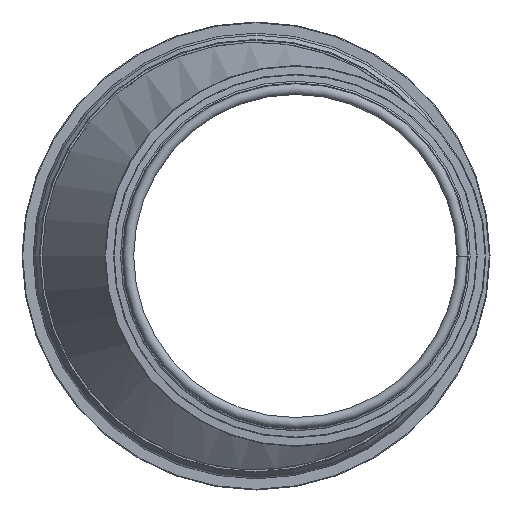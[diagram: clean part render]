
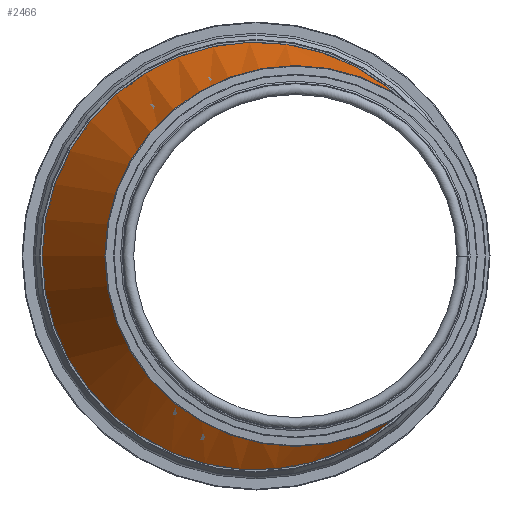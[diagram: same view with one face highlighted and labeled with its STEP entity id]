
A CAD part, left-side view. The second image highlights one B-rep face of the part: STEP entity #2466.
In plain terms, the highlighted free-form (B-spline) face has degree [1, 2] with [2, 9] control points.
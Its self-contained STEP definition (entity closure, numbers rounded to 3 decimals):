
#11=(
BOUNDED_SURFACE()
B_SPLINE_SURFACE(1,2,((#4358,#4359,#4360,#4361,#4362,#4363,#4364,#4365,
#4366),(#4367,#4368,#4369,#4370,#4371,#4372,#4373,#4374,#4375)),
 .UNSPECIFIED.,.F.,.T.,.F.)
B_SPLINE_SURFACE_WITH_KNOTS((2,2),(3,2,2,2,3),(-0.302,0.856),
(-3.142,-1.571,0.,1.571,3.142),
 .UNSPECIFIED.)
GEOMETRIC_REPRESENTATION_ITEM()
RATIONAL_B_SPLINE_SURFACE(((1.,0.707,1.,0.707,1.,
0.707,1.,0.707,1.),(1.,0.707,1.,0.707,
1.,0.707,1.,0.707,1.)))
REPRESENTATION_ITEM('')
SURFACE()
);
#22=B_SPLINE_CURVE_WITH_KNOTS('',1,(#4376,#4377),.UNSPECIFIED.,.F.,.F.,
(2,2),(-0.632,-0.028),.UNSPECIFIED.);
#292=FACE_OUTER_BOUND('',#490,.T.);
#490=EDGE_LOOP('',(#1822,#1823,#1824,#1825,#1826,#1827,#1828));
#672=CIRCLE('',#2723,61.425);
#673=CIRCLE('',#2724,61.425);
#678=CIRCLE('',#2732,50.125);
#679=CIRCLE('',#2733,50.125);
#680=CIRCLE('',#2734,50.125);
#1104=VERTEX_POINT('',#4106);
#1105=VERTEX_POINT('',#4107);
#1112=VERTEX_POINT('',#4267);
#1113=VERTEX_POINT('',#4268);
#1114=VERTEX_POINT('',#4270);
#1344=EDGE_CURVE('',#1104,#1105,#672,.T.);
#1345=EDGE_CURVE('',#1105,#1104,#673,.T.);
#1354=EDGE_CURVE('',#1112,#1113,#678,.T.);
#1355=EDGE_CURVE('',#1114,#1112,#679,.T.);
#1356=EDGE_CURVE('',#1113,#1114,#680,.T.);
#1359=EDGE_CURVE('',#1114,#1105,#22,.T.);
#1822=ORIENTED_EDGE('',*,*,#1354,.T.);
#1823=ORIENTED_EDGE('',*,*,#1356,.T.);
#1824=ORIENTED_EDGE('',*,*,#1359,.T.);
#1825=ORIENTED_EDGE('',*,*,#1345,.T.);
#1826=ORIENTED_EDGE('',*,*,#1344,.T.);
#1827=ORIENTED_EDGE('',*,*,#1359,.F.);
#1828=ORIENTED_EDGE('',*,*,#1355,.T.);
#2466=ADVANCED_FACE('',(#292),#11,.F.);
#2723=AXIS2_PLACEMENT_3D('',#4108,#3308,#3309);
#2724=AXIS2_PLACEMENT_3D('',#4109,#3310,#3311);
#2732=AXIS2_PLACEMENT_3D('',#4269,#3326,#3327);
#2733=AXIS2_PLACEMENT_3D('',#4271,#3328,#3329);
#2734=AXIS2_PLACEMENT_3D('',#4272,#3330,#3331);
#3308=DIRECTION('center_axis',(0.,0.,1.));
#3309=DIRECTION('ref_axis',(1.,0.,0.));
#3310=DIRECTION('center_axis',(0.,0.,1.));
#3311=DIRECTION('ref_axis',(1.,0.,0.));
#3326=DIRECTION('center_axis',(0.,0.,-1.));
#3327=DIRECTION('ref_axis',(1.,0.,0.));
#3328=DIRECTION('center_axis',(0.,0.,-1.));
#3329=DIRECTION('ref_axis',(1.,0.,0.));
#3330=DIRECTION('center_axis',(0.,0.,-1.));
#3331=DIRECTION('ref_axis',(1.,0.,0.));
#4106=CARTESIAN_POINT('',(72.725,0.,-34.));
#4107=CARTESIAN_POINT('',(5.697,61.169,-34.));
#4108=CARTESIAN_POINT('Origin',(11.3,0.,-34.));
#4109=CARTESIAN_POINT('Origin',(11.3,0.,-34.));
#4267=CARTESIAN_POINT('',(50.125,0.,0.));
#4268=CARTESIAN_POINT('',(-50.125,0.,0.));
#4269=CARTESIAN_POINT('Origin',(0.,0.,0.));
#4270=CARTESIAN_POINT('',(-4.573,49.916,0.));
#4271=CARTESIAN_POINT('Origin',(0.,0.,0.));
#4272=CARTESIAN_POINT('Origin',(0.,0.,0.));
#4358=CARTESIAN_POINT('Ctrl Pts',(11.3,67.309,-52.552));
#4359=CARTESIAN_POINT('Ctrl Pts',(-50.125,67.309,-71.105));
#4360=CARTESIAN_POINT('Ctrl Pts',(-50.125,0.,
-71.105));
#4361=CARTESIAN_POINT('Ctrl Pts',(-50.125,-67.309,-71.105));
#4362=CARTESIAN_POINT('Ctrl Pts',(11.3,-67.309,-52.552));
#4363=CARTESIAN_POINT('Ctrl Pts',(72.725,-67.309,-34.));
#4364=CARTESIAN_POINT('Ctrl Pts',(72.725,0.,
-34.));
#4365=CARTESIAN_POINT('Ctrl Pts',(72.725,67.309,-34.));
#4366=CARTESIAN_POINT('Ctrl Pts',(11.3,67.309,-52.552));
#4367=CARTESIAN_POINT('Ctrl Pts',(-8.381,45.743,12.608));
#4368=CARTESIAN_POINT('Ctrl Pts',(-50.125,45.743,0.));
#4369=CARTESIAN_POINT('Ctrl Pts',(-50.125,0.,0.));
#4370=CARTESIAN_POINT('Ctrl Pts',(-50.125,-45.743,0.));
#4371=CARTESIAN_POINT('Ctrl Pts',(-8.381,-45.743,12.608));
#4372=CARTESIAN_POINT('Ctrl Pts',(33.364,-45.743,25.216));
#4373=CARTESIAN_POINT('Ctrl Pts',(33.364,0.,
25.216));
#4374=CARTESIAN_POINT('Ctrl Pts',(33.364,45.743,25.216));
#4375=CARTESIAN_POINT('Ctrl Pts',(-8.381,45.743,12.608));
#4376=CARTESIAN_POINT('Ctrl Pts',(-4.573,49.916,0.));
#4377=CARTESIAN_POINT('Ctrl Pts',(5.697,61.169,-34.));
